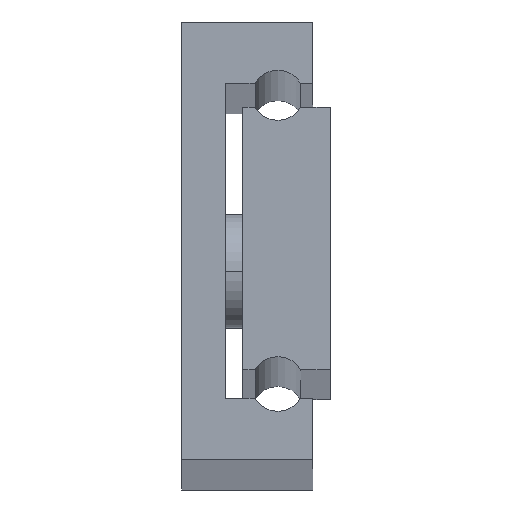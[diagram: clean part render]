
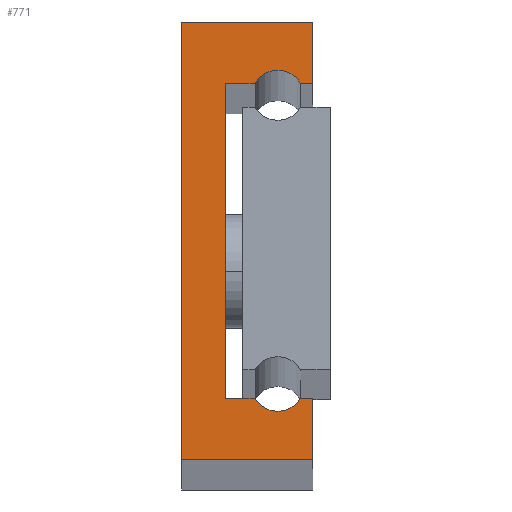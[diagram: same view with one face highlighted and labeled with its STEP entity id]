
A CAD part, top view. The second image highlights one B-rep face of the part: STEP entity #771.
In plain terms, the highlighted planar face has unit normal (0, 0, 1).
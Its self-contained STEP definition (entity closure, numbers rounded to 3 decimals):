
#21 = CARTESIAN_POINT ( 'NONE',  ( 8.402, 43., 1000. ) ) ;
#31 = VECTOR ( 'NONE', #759, 1000. ) ;
#37 = DIRECTION ( 'NONE',  ( 0., 1., 0. ) ) ;
#42 = ORIENTED_EDGE ( 'NONE', *, *, #2075, .T. ) ;
#53 = EDGE_CURVE ( 'NONE', #918, #1423, #1020, .T. ) ;
#102 = VECTOR ( 'NONE', #2104, 1000. ) ;
#136 = AXIS2_PLACEMENT_3D ( 'NONE', #1969, #318, #305 ) ;
#141 = EDGE_CURVE ( 'NONE', #1265, #323, #1527, .T. ) ;
#149 = EDGE_CURVE ( 'NONE', #1929, #1606, #197, .T. ) ;
#197 = LINE ( 'NONE', #369, #1631 ) ;
#210 = CARTESIAN_POINT ( 'NONE',  ( 15., 43., 1000. ) ) ;
#238 = FACE_OUTER_BOUND ( 'NONE', #650, .T. ) ;
#244 = CARTESIAN_POINT ( 'NONE',  ( 8.402, 7., 1000. ) ) ;
#246 = ORIENTED_EDGE ( 'NONE', *, *, #2116, .T. ) ;
#263 = LINE ( 'NONE', #945, #1845 ) ;
#282 = ORIENTED_EDGE ( 'NONE', *, *, #2048, .T. ) ;
#305 = DIRECTION ( 'NONE',  ( 1., 0., 0. ) ) ;
#318 = DIRECTION ( 'NONE',  ( 0., 0., -1. ) ) ;
#323 = VERTEX_POINT ( 'NONE', #1529 ) ;
#369 = CARTESIAN_POINT ( 'NONE',  ( 15., 7., 1000. ) ) ;
#370 = VECTOR ( 'NONE', #840, 1000. ) ;
#371 = LINE ( 'NONE', #858, #785 ) ;
#378 = EDGE_CURVE ( 'NONE', #1577, #1929, #371, .T. ) ;
#426 = DIRECTION ( 'NONE',  ( 0., 1., 0. ) ) ;
#557 = ORIENTED_EDGE ( 'NONE', *, *, #1999, .T. ) ;
#562 = PLANE ( 'NONE',  #1562 ) ;
#593 = VERTEX_POINT ( 'NONE', #931 ) ;
#650 = EDGE_LOOP ( 'NONE', ( #1386, #42, #881, #656, #246, #1553, #1875, #1277, #557, #689, #1849, #282 ) ) ;
#656 = ORIENTED_EDGE ( 'NONE', *, *, #149, .T. ) ;
#678 = DIRECTION ( 'NONE',  ( 1., 0., 0. ) ) ;
#689 = ORIENTED_EDGE ( 'NONE', *, *, #1826, .T. ) ;
#707 = DIRECTION ( 'NONE',  ( -1., 0., 0. ) ) ;
#744 = CARTESIAN_POINT ( 'NONE',  ( 5., 7., 1000. ) ) ;
#755 = LINE ( 'NONE', #901, #1703 ) ;
#759 = DIRECTION ( 'NONE',  ( 1., 0., 0. ) ) ;
#768 = CARTESIAN_POINT ( 'NONE',  ( 15., 43., 1000. ) ) ;
#771 = ADVANCED_FACE ( 'NONE', ( #238 ), #562, .F. ) ;
#785 = VECTOR ( 'NONE', #37, 1000. ) ;
#840 = DIRECTION ( 'NONE',  ( 0., -1., 0. ) ) ;
#858 = CARTESIAN_POINT ( 'NONE',  ( 15., 0., 1000. ) ) ;
#870 = CARTESIAN_POINT ( 'NONE',  ( 0., 50., 1000. ) ) ;
#881 = ORIENTED_EDGE ( 'NONE', *, *, #378, .T. ) ;
#901 = CARTESIAN_POINT ( 'NONE',  ( 5., 7., 1000. ) ) ;
#904 = CARTESIAN_POINT ( 'NONE',  ( 13.598, 7., 1000. ) ) ;
#918 = VERTEX_POINT ( 'NONE', #210 ) ;
#931 = CARTESIAN_POINT ( 'NONE',  ( 0., 0., 1000. ) ) ;
#935 = CARTESIAN_POINT ( 'NONE',  ( 0., 0., 1000. ) ) ;
#943 = CARTESIAN_POINT ( 'NONE',  ( 0., 50., 1000. ) ) ;
#945 = CARTESIAN_POINT ( 'NONE',  ( 8.402, 7., 1000. ) ) ;
#950 = VERTEX_POINT ( 'NONE', #744 ) ;
#1011 = EDGE_CURVE ( 'NONE', #950, #1265, #755, .T. ) ;
#1020 = LINE ( 'NONE', #1720, #2154 ) ;
#1117 = CARTESIAN_POINT ( 'NONE',  ( 5., 43., 1000. ) ) ;
#1122 = LINE ( 'NONE', #768, #31 ) ;
#1135 = CARTESIAN_POINT ( 'NONE',  ( 13.598, 43., 1000. ) ) ;
#1255 = EDGE_CURVE ( 'NONE', #1587, #593, #1367, .T. ) ;
#1265 = VERTEX_POINT ( 'NONE', #1117 ) ;
#1277 = ORIENTED_EDGE ( 'NONE', *, *, #141, .T. ) ;
#1295 = VERTEX_POINT ( 'NONE', #1135 ) ;
#1302 = EDGE_CURVE ( 'NONE', #1580, #950, #263, .T. ) ;
#1365 = CARTESIAN_POINT ( 'NONE',  ( 15., 50., 1000. ) ) ;
#1367 = LINE ( 'NONE', #2071, #370 ) ;
#1386 = ORIENTED_EDGE ( 'NONE', *, *, #1255, .T. ) ;
#1390 = CIRCLE ( 'NONE', #1850, 3. ) ;
#1419 = DIRECTION ( 'NONE',  ( 0., 0., -1. ) ) ;
#1423 = VERTEX_POINT ( 'NONE', #1365 ) ;
#1464 = LINE ( 'NONE', #943, #102 ) ;
#1527 = LINE ( 'NONE', #21, #1534 ) ;
#1529 = CARTESIAN_POINT ( 'NONE',  ( 8.402, 43., 1000. ) ) ;
#1534 = VECTOR ( 'NONE', #678, 1000. ) ;
#1541 = CIRCLE ( 'NONE', #136, 3. ) ;
#1548 = DIRECTION ( 'NONE',  ( 0., 1., 0. ) ) ;
#1553 = ORIENTED_EDGE ( 'NONE', *, *, #1302, .T. ) ;
#1562 = AXIS2_PLACEMENT_3D ( 'NONE', #1576, #1852, #707 ) ;
#1576 = CARTESIAN_POINT ( 'NONE',  ( 11., 41.5, 1000. ) ) ;
#1577 = VERTEX_POINT ( 'NONE', #1872 ) ;
#1580 = VERTEX_POINT ( 'NONE', #244 ) ;
#1587 = VERTEX_POINT ( 'NONE', #870 ) ;
#1606 = VERTEX_POINT ( 'NONE', #904 ) ;
#1631 = VECTOR ( 'NONE', #1728, 1000. ) ;
#1681 = CARTESIAN_POINT ( 'NONE',  ( 15., 7., 1000. ) ) ;
#1703 = VECTOR ( 'NONE', #426, 1000. ) ;
#1720 = CARTESIAN_POINT ( 'NONE',  ( 15., 50., 1000. ) ) ;
#1728 = DIRECTION ( 'NONE',  ( -1., 0., 0. ) ) ;
#1745 = CARTESIAN_POINT ( 'NONE',  ( 11., 41.5, 1000. ) ) ;
#1783 = DIRECTION ( 'NONE',  ( 1., 0., 0. ) ) ;
#1826 = EDGE_CURVE ( 'NONE', #1295, #918, #1122, .T. ) ;
#1845 = VECTOR ( 'NONE', #2146, 1000. ) ;
#1849 = ORIENTED_EDGE ( 'NONE', *, *, #53, .T. ) ;
#1850 = AXIS2_PLACEMENT_3D ( 'NONE', #1745, #1419, #2097 ) ;
#1852 = DIRECTION ( 'NONE',  ( 0., 0., -1. ) ) ;
#1872 = CARTESIAN_POINT ( 'NONE',  ( 15., 0., 1000. ) ) ;
#1875 = ORIENTED_EDGE ( 'NONE', *, *, #1011, .T. ) ;
#1912 = VECTOR ( 'NONE', #1783, 1000. ) ;
#1918 = LINE ( 'NONE', #935, #1912 ) ;
#1929 = VERTEX_POINT ( 'NONE', #1681 ) ;
#1969 = CARTESIAN_POINT ( 'NONE',  ( 11., 8.5, 1000. ) ) ;
#1999 = EDGE_CURVE ( 'NONE', #323, #1295, #1390, .T. ) ;
#2048 = EDGE_CURVE ( 'NONE', #1423, #1587, #1464, .T. ) ;
#2071 = CARTESIAN_POINT ( 'NONE',  ( 0., 0., 1000. ) ) ;
#2075 = EDGE_CURVE ( 'NONE', #593, #1577, #1918, .T. ) ;
#2097 = DIRECTION ( 'NONE',  ( -1., 0., 0. ) ) ;
#2104 = DIRECTION ( 'NONE',  ( -1., 0., 0. ) ) ;
#2116 = EDGE_CURVE ( 'NONE', #1606, #1580, #1541, .T. ) ;
#2146 = DIRECTION ( 'NONE',  ( -1., 0., 0. ) ) ;
#2154 = VECTOR ( 'NONE', #1548, 1000. ) ;
